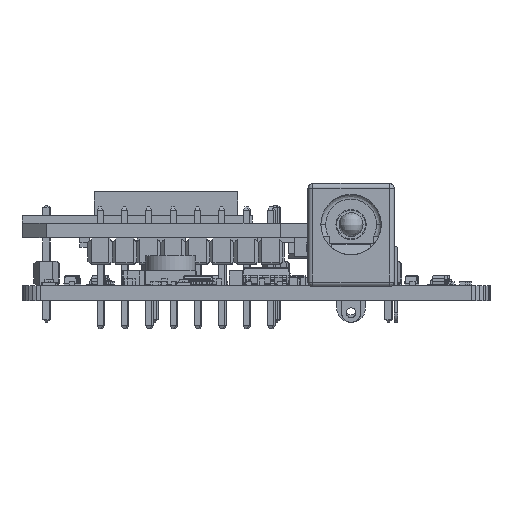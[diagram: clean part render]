
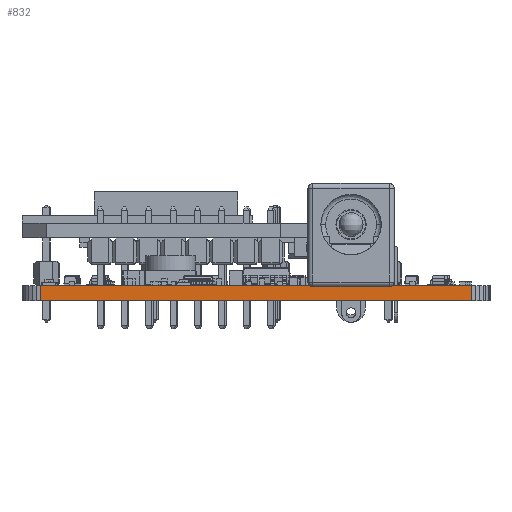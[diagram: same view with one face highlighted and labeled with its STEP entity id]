
A CAD part, left-side view. The second image highlights one B-rep face of the part: STEP entity #832.
In plain terms, the highlighted planar face has unit normal (-1, 0, 0).
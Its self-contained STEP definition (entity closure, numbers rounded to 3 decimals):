
#807 = VERTEX_POINT('',#808);
#808 = CARTESIAN_POINT('',(0.026,2.081,1.595
    ));
#814 = EDGE_CURVE('',#815,#807,#817,.T.);
#815 = VERTEX_POINT('',#816);
#816 = CARTESIAN_POINT('',(0.026,2.081,0.));
#817 = LINE('',#818,#819);
#818 = CARTESIAN_POINT('',(0.026,2.081,0.));
#819 = VECTOR('',#820,1.);
#820 = DIRECTION('',(0.,0.,1.));
#832 = ADVANCED_FACE('',(#833),#858,.T.);
#833 = FACE_BOUND('',#834,.T.);
#834 = EDGE_LOOP('',(#835,#836,#844,#852));
#835 = ORIENTED_EDGE('',*,*,#814,.T.);
#836 = ORIENTED_EDGE('',*,*,#837,.T.);
#837 = EDGE_CURVE('',#807,#838,#840,.T.);
#838 = VERTEX_POINT('',#839);
#839 = CARTESIAN_POINT('',(0.026,47.081,
    1.595));
#840 = LINE('',#841,#842);
#841 = CARTESIAN_POINT('',(0.026,2.081,1.595
    ));
#842 = VECTOR('',#843,1.);
#843 = DIRECTION('',(0.,1.,0.));
#844 = ORIENTED_EDGE('',*,*,#845,.F.);
#845 = EDGE_CURVE('',#846,#838,#848,.T.);
#846 = VERTEX_POINT('',#847);
#847 = CARTESIAN_POINT('',(0.026,47.081,0.)
  );
#848 = LINE('',#849,#850);
#849 = CARTESIAN_POINT('',(0.026,47.081,0.)
  );
#850 = VECTOR('',#851,1.);
#851 = DIRECTION('',(0.,0.,1.));
#852 = ORIENTED_EDGE('',*,*,#853,.F.);
#853 = EDGE_CURVE('',#815,#846,#854,.T.);
#854 = LINE('',#855,#856);
#855 = CARTESIAN_POINT('',(0.026,2.081,0.));
#856 = VECTOR('',#857,1.);
#857 = DIRECTION('',(0.,1.,0.));
#858 = PLANE('',#859);
#859 = AXIS2_PLACEMENT_3D('',#860,#861,#862);
#860 = CARTESIAN_POINT('',(0.026,2.081,0.));
#861 = DIRECTION('',(-1.,0.,0.));
#862 = DIRECTION('',(0.,1.,0.));
